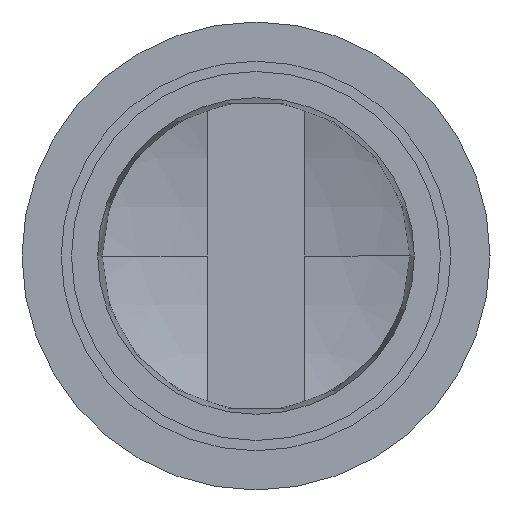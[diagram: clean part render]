
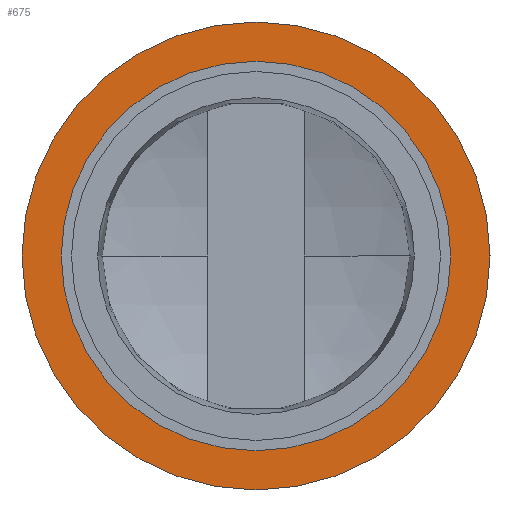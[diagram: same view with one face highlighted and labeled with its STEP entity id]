
A CAD part, front view. The second image highlights one B-rep face of the part: STEP entity #675.
In plain terms, the highlighted planar face has unit normal (0, -1, 0).
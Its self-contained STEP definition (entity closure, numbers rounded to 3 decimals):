
#17 = EDGE_LOOP ( 'NONE', ( #266, #109 ) ) ;
#52 = DIRECTION ( 'NONE',  ( 0., -1., 0. ) ) ;
#71 = FACE_OUTER_BOUND ( 'NONE', #219, .T. ) ;
#109 = ORIENTED_EDGE ( 'NONE', *, *, #399, .T. ) ;
#130 = CARTESIAN_POINT ( 'NONE',  ( 0., -1., 0. ) ) ;
#143 = DIRECTION ( 'NONE',  ( 0., 1., 0. ) ) ;
#151 = CIRCLE ( 'NONE', #695, 17. ) ;
#160 = CIRCLE ( 'NONE', #762, 17. ) ;
#187 = AXIS2_PLACEMENT_3D ( 'NONE', #232, #477, #348 ) ;
#206 = CARTESIAN_POINT ( 'NONE',  ( 0., -1., 0. ) ) ;
#213 = AXIS2_PLACEMENT_3D ( 'NONE', #305, #52, #425 ) ;
#219 = EDGE_LOOP ( 'NONE', ( #329, #468 ) ) ;
#232 = CARTESIAN_POINT ( 'NONE',  ( 0., -1., 0. ) ) ;
#240 = CARTESIAN_POINT ( 'NONE',  ( -14.15, -1., 0. ) ) ;
#266 = ORIENTED_EDGE ( 'NONE', *, *, #715, .T. ) ;
#305 = CARTESIAN_POINT ( 'NONE',  ( -14.15, -1., 0. ) ) ;
#329 = ORIENTED_EDGE ( 'NONE', *, *, #653, .F. ) ;
#348 = DIRECTION ( 'NONE',  ( -1., 0., 0. ) ) ;
#399 = EDGE_CURVE ( 'NONE', #411, #457, #445, .T. ) ;
#411 = VERTEX_POINT ( 'NONE', #474 ) ;
#423 = CARTESIAN_POINT ( 'NONE',  ( -17., -1., 0. ) ) ;
#425 = DIRECTION ( 'NONE',  ( 1., 0., 0. ) ) ;
#426 = DIRECTION ( 'NONE',  ( -1., 0., 0. ) ) ;
#440 = DIRECTION ( 'NONE',  ( -1., 0., 0. ) ) ;
#445 = CIRCLE ( 'NONE', #187, 14.15 ) ;
#457 = VERTEX_POINT ( 'NONE', #240 ) ;
#467 = DIRECTION ( 'NONE',  ( -1., 0., 0. ) ) ;
#468 = ORIENTED_EDGE ( 'NONE', *, *, #514, .F. ) ;
#474 = CARTESIAN_POINT ( 'NONE',  ( 14.15, -1., 0. ) ) ;
#477 = DIRECTION ( 'NONE',  ( 0., 1., 0. ) ) ;
#486 = DIRECTION ( 'NONE',  ( 0., 1., 0. ) ) ;
#512 = VERTEX_POINT ( 'NONE', #730 ) ;
#514 = EDGE_CURVE ( 'NONE', #512, #733, #151, .T. ) ;
#563 = AXIS2_PLACEMENT_3D ( 'NONE', #599, #773, #467 ) ;
#580 = FACE_BOUND ( 'NONE', #17, .T. ) ;
#599 = CARTESIAN_POINT ( 'NONE',  ( 0., -1., 0. ) ) ;
#653 = EDGE_CURVE ( 'NONE', #733, #512, #160, .T. ) ;
#656 = PLANE ( 'NONE',  #213 ) ;
#675 = ADVANCED_FACE ( 'NONE', ( #580, #71 ), #656, .T. ) ;
#688 = CIRCLE ( 'NONE', #563, 14.15 ) ;
#695 = AXIS2_PLACEMENT_3D ( 'NONE', #130, #486, #440 ) ;
#715 = EDGE_CURVE ( 'NONE', #457, #411, #688, .T. ) ;
#730 = CARTESIAN_POINT ( 'NONE',  ( 17., -1., 0. ) ) ;
#733 = VERTEX_POINT ( 'NONE', #423 ) ;
#762 = AXIS2_PLACEMENT_3D ( 'NONE', #206, #143, #426 ) ;
#773 = DIRECTION ( 'NONE',  ( 0., 1., 0. ) ) ;
